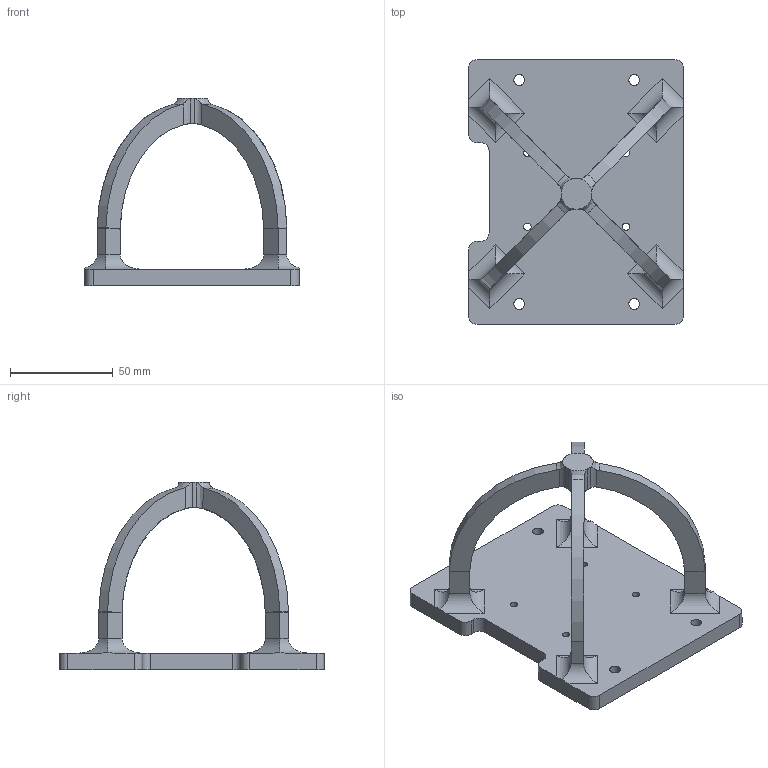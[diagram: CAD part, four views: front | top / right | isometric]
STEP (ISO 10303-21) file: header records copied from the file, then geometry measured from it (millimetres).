
FILE_DESCRIPTION(/* description */ ('NOT SPECIFIED'),/* implementation_level */ '2;1');
FILE_NAME(/* name */ '021_mid360_cage_small_with_camera.step',/* time_stamp */ '2025-11-05T16:05:01+01:00',/* author */ (''),/* organization */ (''),/* preprocessor_version */ 'ST-DEVELOPER v20.1',/* originating_system */ 'Autodesk Translation Framework v14.17.0.0',/* authorisation */ '');
FILE_SCHEMA (('AUTOMOTIVE_DESIGN { 1 0 10303 214 3 1 1 }'));
Length unit declared in the file: millimetre
Products named in the file (2): 2025-09-10-12-15-02-098; 2025-09-10-12-15-02-099
Assembly tree (1 placements, depth 2):
  2025-09-10-12-15-02-098
    2025-09-10-12-15-02-099
Bounding box: 104.39 x 129 x 91.19 mm (x, y, z)
Volume: 131345.7 mm3; surface area: 43561.7 mm2
Topology: 1 solids, 1 shells, 103 faces, 279 edges, 172 vertices
Faces by surface type: cylinder 48, plane 43, bspline 12
Full cylindrical faces by diameter (mm): 3.6 x4, 5.3 x4
Entity records: 3842 total; most frequent: CARTESIAN_POINT 1237, ORIENTED_EDGE 558, DIRECTION 499, EDGE_CURVE 279, AXIS2_PLACEMENT_3D 177, VERTEX_POINT 172, LINE 145, VECTOR 145
